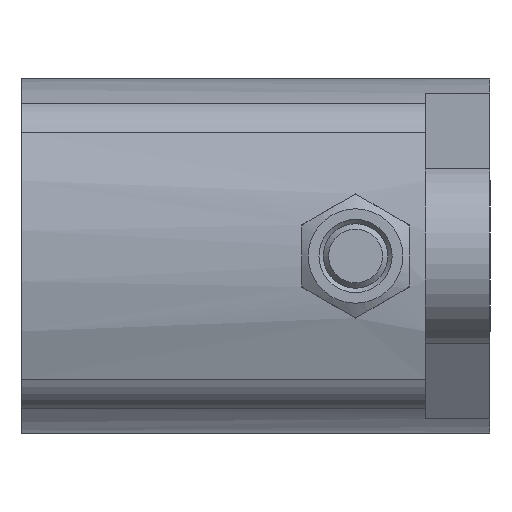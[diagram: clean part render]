
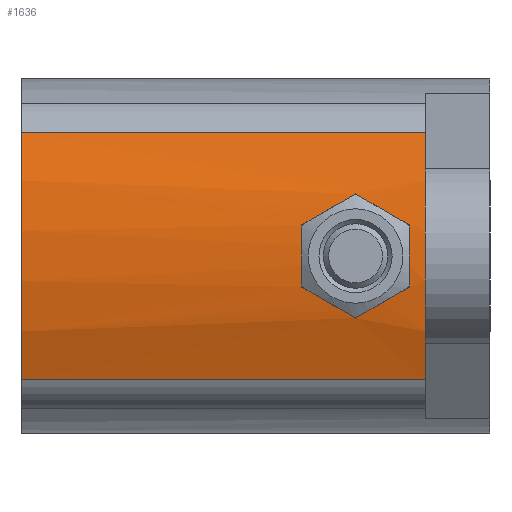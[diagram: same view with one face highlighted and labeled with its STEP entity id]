
A CAD part, left-side view. The second image highlights one B-rep face of the part: STEP entity #1636.
In plain terms, the highlighted cylindrical face has radius 29.947 mm (diameter 59.893 mm), a partial arc.
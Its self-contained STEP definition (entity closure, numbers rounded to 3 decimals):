
#60=ELLIPSE('',#1771,59.893,29.947);
#61=ELLIPSE('',#1772,59.893,29.947);
#62=ELLIPSE('',#1774,59.893,29.947);
#63=ELLIPSE('',#1775,59.893,29.947);
#69=FACE_BOUND('',#227,.T.);
#90=CYLINDRICAL_SURFACE('',#1768,29.947);
#131=FACE_OUTER_BOUND('',#226,.T.);
#226=EDGE_LOOP('',(#1150,#1151,#1152,#1153));
#227=EDGE_LOOP('',(#1154,#1155,#1156,#1157,#1158,#1159));
#347=LINE('',#2496,#480);
#348=LINE('',#2500,#481);
#480=VECTOR('',#2009,37.433);
#481=VECTOR('',#2014,37.433);
#593=CIRCLE('',#1742,29.947);
#606=CIRCLE('',#1769,29.947);
#607=CIRCLE('',#1770,29.947);
#608=CIRCLE('',#1773,29.947);
#673=VERTEX_POINT('',#2425);
#674=VERTEX_POINT('',#2427);
#694=VERTEX_POINT('',#2494);
#695=VERTEX_POINT('',#2498);
#696=VERTEX_POINT('',#2501);
#697=VERTEX_POINT('',#2502);
#698=VERTEX_POINT('',#2504);
#699=VERTEX_POINT('',#2506);
#700=VERTEX_POINT('',#2508);
#701=VERTEX_POINT('',#2510);
#839=EDGE_CURVE('',#673,#674,#593,.T.);
#874=EDGE_CURVE('',#673,#694,#347,.T.);
#875=EDGE_CURVE('',#695,#694,#606,.T.);
#876=EDGE_CURVE('',#695,#674,#348,.T.);
#877=EDGE_CURVE('',#696,#697,#607,.T.);
#878=EDGE_CURVE('',#698,#697,#60,.T.);
#879=EDGE_CURVE('',#698,#699,#61,.T.);
#880=EDGE_CURVE('',#699,#700,#608,.T.);
#881=EDGE_CURVE('',#700,#701,#62,.T.);
#882=EDGE_CURVE('',#696,#701,#63,.T.);
#1150=ORIENTED_EDGE('',*,*,#839,.F.);
#1151=ORIENTED_EDGE('',*,*,#874,.T.);
#1152=ORIENTED_EDGE('',*,*,#875,.F.);
#1153=ORIENTED_EDGE('',*,*,#876,.T.);
#1154=ORIENTED_EDGE('',*,*,#877,.T.);
#1155=ORIENTED_EDGE('',*,*,#878,.F.);
#1156=ORIENTED_EDGE('',*,*,#879,.T.);
#1157=ORIENTED_EDGE('',*,*,#880,.T.);
#1158=ORIENTED_EDGE('',*,*,#881,.T.);
#1159=ORIENTED_EDGE('',*,*,#882,.F.);
#1636=ADVANCED_FACE('',(#131,#69),#90,.T.);
#1742=AXIS2_PLACEMENT_3D('',#2428,#1935,#1936);
#1768=AXIS2_PLACEMENT_3D('',#2497,#2010,#2011);
#1769=AXIS2_PLACEMENT_3D('',#2499,#2012,#2013);
#1770=AXIS2_PLACEMENT_3D('',#2503,#2015,#2016);
#1771=AXIS2_PLACEMENT_3D('',#2505,#2017,#2018);
#1772=AXIS2_PLACEMENT_3D('',#2507,#2019,#2020);
#1773=AXIS2_PLACEMENT_3D('',#2509,#2021,#2022);
#1774=AXIS2_PLACEMENT_3D('',#2511,#2023,#2024);
#1775=AXIS2_PLACEMENT_3D('',#2512,#2025,#2026);
#1935=DIRECTION('center_axis',(0.,1.,0.));
#1936=DIRECTION('ref_axis',(-0.924,0.,-0.384));
#2009=DIRECTION('',(0.,-1.,0.));
#2010=DIRECTION('center_axis',(0.,-1.,0.));
#2011=DIRECTION('ref_axis',(0.,0.,1.));
#2012=DIRECTION('center_axis',(0.,-1.,0.));
#2013=DIRECTION('ref_axis',(-0.924,0.,0.384));
#2014=DIRECTION('',(0.,1.,0.));
#2015=DIRECTION('center_axis',(0.,1.,0.));
#2016=DIRECTION('ref_axis',(-0.995,0.,-0.096));
#2017=DIRECTION('center_axis',(0.,-0.5,-0.866));
#2018=DIRECTION('ref_axis',(0.,-0.866,0.5));
#2019=DIRECTION('center_axis',(0.,-0.5,0.866));
#2020=DIRECTION('ref_axis',(0.,0.866,0.5));
#2021=DIRECTION('center_axis',(0.,-1.,0.));
#2022=DIRECTION('ref_axis',(-0.995,0.,0.096));
#2023=DIRECTION('center_axis',(0.,-0.5,-0.866));
#2024=DIRECTION('ref_axis',(0.,0.866,-0.5));
#2025=DIRECTION('center_axis',(0.,-0.5,0.866));
#2026=DIRECTION('ref_axis',(0.,-0.866,-0.5));
#2425=CARTESIAN_POINT('',(-192.314,-701.511,20.237));
#2427=CARTESIAN_POINT('',(-192.314,-701.511,43.208));
#2428=CARTESIAN_POINT('Origin',(-164.657,-701.511,31.722));
#2494=CARTESIAN_POINT('',(-192.314,-738.944,20.237));
#2496=CARTESIAN_POINT('',(-192.314,-701.511,20.237));
#2497=CARTESIAN_POINT('Origin',(-164.657,-701.511,31.722));
#2498=CARTESIAN_POINT('',(-192.314,-738.944,43.208));
#2499=CARTESIAN_POINT('Origin',(-164.657,-738.944,31.722));
#2500=CARTESIAN_POINT('',(-192.314,-738.944,43.208));
#2501=CARTESIAN_POINT('',(-194.465,-727.464,28.841));
#2502=CARTESIAN_POINT('',(-194.465,-727.464,34.604));
#2503=CARTESIAN_POINT('Origin',(-164.657,-727.464,31.722));
#2504=CARTESIAN_POINT('',(-194.044,-732.455,37.486));
#2505=CARTESIAN_POINT('Origin',(-164.657,-722.473,31.722));
#2506=CARTESIAN_POINT('',(-194.465,-737.446,34.604));
#2507=CARTESIAN_POINT('Origin',(-164.657,-742.438,31.722));
#2508=CARTESIAN_POINT('',(-194.465,-737.446,28.841));
#2509=CARTESIAN_POINT('Origin',(-164.657,-737.446,31.722));
#2510=CARTESIAN_POINT('',(-194.044,-732.455,25.959));
#2511=CARTESIAN_POINT('Origin',(-164.657,-742.438,31.722));
#2512=CARTESIAN_POINT('Origin',(-164.657,-722.473,31.722));
